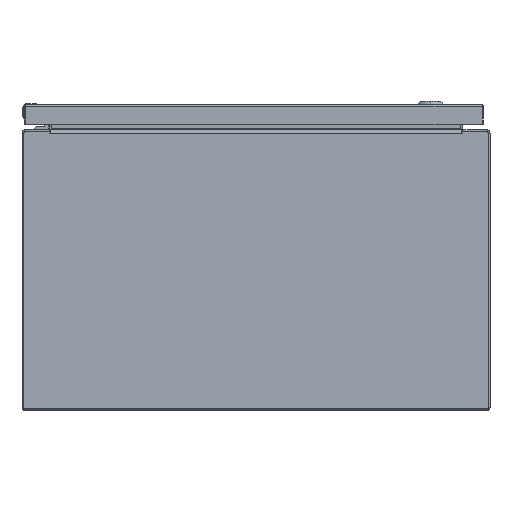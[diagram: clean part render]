
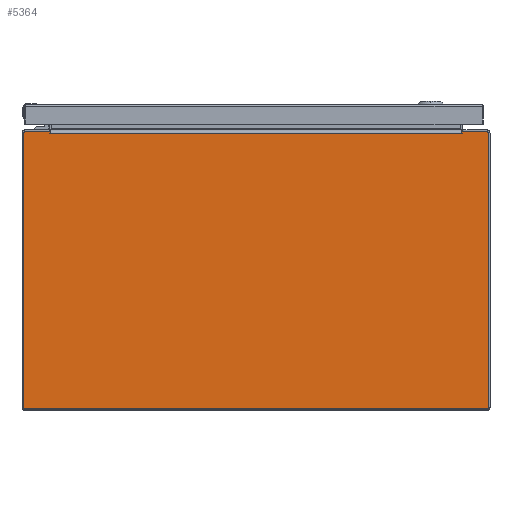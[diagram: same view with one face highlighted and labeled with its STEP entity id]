
A CAD part, front view. The second image highlights one B-rep face of the part: STEP entity #5364.
In plain terms, the highlighted planar face has unit normal (0, -1, 0).
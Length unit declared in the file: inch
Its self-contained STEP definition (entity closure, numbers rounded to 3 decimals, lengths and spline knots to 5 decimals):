
#120 = DIRECTION ( 'NONE',  ( 0., -1., 0. ) ) ;
#883 = AXIS2_PLACEMENT_3D ( 'NONE', #11966, #15161, #5519 ) ;
#1077 = LINE ( 'NONE', #39348, #23416 ) ;
#2382 = CARTESIAN_POINT ( 'NONE',  ( -9.937, -16., 5.857 ) ) ;
#2482 = ORIENTED_EDGE ( 'NONE', *, *, #14593, .T. ) ;
#2496 = DIRECTION ( 'NONE',  ( -1., 0., 0. ) ) ;
#2558 = VECTOR ( 'NONE', #26540, 39.37008 ) ;
#2941 = DIRECTION ( 'NONE',  ( 0., -1., 0. ) ) ;
#3123 = DIRECTION ( 'NONE',  ( 0.174, 0., -0.985 ) ) ;
#3244 = EDGE_CURVE ( 'NONE', #40212, #35557, #36479, .T. ) ;
#4238 = ORIENTED_EDGE ( 'NONE', *, *, #6066, .T. ) ;
#4342 = CIRCLE ( 'NONE', #10216, 0.08 ) ;
#4951 = LINE ( 'NONE', #19184, #8131 ) ;
#5364 = ADVANCED_FACE ( 'NONE', ( #34258 ), #19063, .T. ) ;
#5519 = DIRECTION ( 'NONE',  ( -1., 0., 0. ) ) ;
#6066 = EDGE_CURVE ( 'NONE', #6964, #14790, #4951, .T. ) ;
#6506 = DIRECTION ( 'NONE',  ( 0., 0., -1. ) ) ;
#6964 = VERTEX_POINT ( 'NONE', #29615 ) ;
#7144 = VERTEX_POINT ( 'NONE', #35455 ) ;
#7346 = ORIENTED_EDGE ( 'NONE', *, *, #43846, .T. ) ;
#7608 = EDGE_CURVE ( 'NONE', #17300, #7144, #12489, .T. ) ;
#8131 = VECTOR ( 'NONE', #43671, 39.37008 ) ;
#8633 = VERTEX_POINT ( 'NONE', #24006 ) ;
#8938 = CARTESIAN_POINT ( 'NONE',  ( -8.798, -16., 5.855 ) ) ;
#10056 = CARTESIAN_POINT ( 'NONE',  ( -9.857, -16., -5.857 ) ) ;
#10216 = AXIS2_PLACEMENT_3D ( 'NONE', #41383, #120, #24452 ) ;
#10412 = CARTESIAN_POINT ( 'NONE',  ( -8.82806, -16., 5.937 ) ) ;
#10477 = CARTESIAN_POINT ( 'NONE',  ( 0., -16., 5.855 ) ) ;
#10897 = CARTESIAN_POINT ( 'NONE',  ( 9.937, -16., -5.857 ) ) ;
#11966 = CARTESIAN_POINT ( 'NONE',  ( 0., -16., 0. ) ) ;
#12219 = VECTOR ( 'NONE', #42484, 39.37008 ) ;
#12489 = CIRCLE ( 'NONE', #37327, 0.08 ) ;
#12998 = VECTOR ( 'NONE', #22569, 39.37008 ) ;
#13016 = ORIENTED_EDGE ( 'NONE', *, *, #19136, .T. ) ;
#13412 = CARTESIAN_POINT ( 'NONE',  ( 9.857, -16., -5.857 ) ) ;
#13623 = DIRECTION ( 'NONE',  ( 0., -1., 0. ) ) ;
#13675 = CARTESIAN_POINT ( 'NONE',  ( -9.937, -16., 5.857 ) ) ;
#13688 = ORIENTED_EDGE ( 'NONE', *, *, #7608, .T. ) ;
#13914 = LINE ( 'NONE', #10477, #37215 ) ;
#14014 = ORIENTED_EDGE ( 'NONE', *, *, #35662, .F. ) ;
#14593 = EDGE_CURVE ( 'NONE', #7144, #21647, #29215, .T. ) ;
#14678 = LINE ( 'NONE', #17893, #24449 ) ;
#14693 = AXIS2_PLACEMENT_3D ( 'NONE', #10056, #2941, #2496 ) ;
#14790 = VERTEX_POINT ( 'NONE', #19362 ) ;
#15161 = DIRECTION ( 'NONE',  ( 0., -1., 0. ) ) ;
#15751 = DIRECTION ( 'NONE',  ( 1., 0., 0. ) ) ;
#15761 = EDGE_CURVE ( 'NONE', #35557, #18144, #43625, .T. ) ;
#16486 = CARTESIAN_POINT ( 'NONE',  ( -9.937, -16., -5.857 ) ) ;
#17118 = VECTOR ( 'NONE', #40974, 39.37008 ) ;
#17300 = VERTEX_POINT ( 'NONE', #18850 ) ;
#17447 = CARTESIAN_POINT ( 'NONE',  ( -8.8136, -16., 5.855 ) ) ;
#17585 = DIRECTION ( 'NONE',  ( -1., 0., 0. ) ) ;
#17893 = CARTESIAN_POINT ( 'NONE',  ( -8.82806, -16., 5.937 ) ) ;
#17917 = VECTOR ( 'NONE', #17585, 39.37008 ) ;
#18144 = VERTEX_POINT ( 'NONE', #16486 ) ;
#18719 = ORIENTED_EDGE ( 'NONE', *, *, #3244, .T. ) ;
#18850 = CARTESIAN_POINT ( 'NONE',  ( 9.857, -16., -5.937 ) ) ;
#19063 = PLANE ( 'NONE',  #883 ) ;
#19136 = EDGE_CURVE ( 'NONE', #18144, #8633, #40298, .T. ) ;
#19184 = CARTESIAN_POINT ( 'NONE',  ( 8.8136, -16., 5.855 ) ) ;
#19362 = CARTESIAN_POINT ( 'NONE',  ( 8.8136, -16., 5.855 ) ) ;
#19551 = ORIENTED_EDGE ( 'NONE', *, *, #28533, .T. ) ;
#20103 = CARTESIAN_POINT ( 'NONE',  ( -8.82806, -16., 5.937 ) ) ;
#20741 = VECTOR ( 'NONE', #3123, 39.37008 ) ;
#21160 = ORIENTED_EDGE ( 'NONE', *, *, #28354, .T. ) ;
#21647 = VERTEX_POINT ( 'NONE', #21816 ) ;
#21816 = CARTESIAN_POINT ( 'NONE',  ( 9.937, -16., 5.857 ) ) ;
#22569 = DIRECTION ( 'NONE',  ( 0., 0., -1. ) ) ;
#23066 = CARTESIAN_POINT ( 'NONE',  ( -9.857, -16., 5.857 ) ) ;
#23234 = EDGE_CURVE ( 'NONE', #33786, #40212, #14678, .T. ) ;
#23416 = VECTOR ( 'NONE', #15751, 39.37008 ) ;
#23463 = EDGE_CURVE ( 'NONE', #43691, #31020, #37322, .T. ) ;
#23539 = LINE ( 'NONE', #37518, #2558 ) ;
#24006 = CARTESIAN_POINT ( 'NONE',  ( -9.857, -16., -5.937 ) ) ;
#24104 = CARTESIAN_POINT ( 'NONE',  ( -9.857, -16., 5.937 ) ) ;
#24245 = CARTESIAN_POINT ( 'NONE',  ( 9.857, -16., 5.937 ) ) ;
#24449 = VECTOR ( 'NONE', #31859, 39.37008 ) ;
#24452 = DIRECTION ( 'NONE',  ( 1., 0., 0. ) ) ;
#24465 = DIRECTION ( 'NONE',  ( -1., 0., 0. ) ) ;
#25240 = ORIENTED_EDGE ( 'NONE', *, *, #42385, .T. ) ;
#25695 = CARTESIAN_POINT ( 'NONE',  ( 9.857, -16., 5.937 ) ) ;
#25765 = VERTEX_POINT ( 'NONE', #25695 ) ;
#26540 = DIRECTION ( 'NONE',  ( 1., 0., 0. ) ) ;
#26806 = ORIENTED_EDGE ( 'NONE', *, *, #23234, .T. ) ;
#28354 = EDGE_CURVE ( 'NONE', #8633, #17300, #23539, .T. ) ;
#28533 = EDGE_CURVE ( 'NONE', #25765, #6964, #40957, .T. ) ;
#28626 = ORIENTED_EDGE ( 'NONE', *, *, #23463, .F. ) ;
#28646 = ORIENTED_EDGE ( 'NONE', *, *, #15761, .T. ) ;
#29215 = LINE ( 'NONE', #10897, #12219 ) ;
#29358 = EDGE_LOOP ( 'NONE', ( #28646, #13016, #21160, #13688, #2482, #7346, #19551, #4238, #40344, #28626, #25240, #14014, #26806, #18719 ) ) ;
#29615 = CARTESIAN_POINT ( 'NONE',  ( 8.82806, -16., 5.937 ) ) ;
#29939 = DIRECTION ( 'NONE',  ( 0., -1., 0. ) ) ;
#31020 = VERTEX_POINT ( 'NONE', #41479 ) ;
#31656 = EDGE_CURVE ( 'NONE', #31020, #14790, #1077, .T. ) ;
#31859 = DIRECTION ( 'NONE',  ( -1., 0., 0. ) ) ;
#32089 = AXIS2_PLACEMENT_3D ( 'NONE', #23066, #29939, #40231 ) ;
#33786 = VERTEX_POINT ( 'NONE', #10412 ) ;
#34258 = FACE_OUTER_BOUND ( 'NONE', #29358, .T. ) ;
#34966 = LINE ( 'NONE', #20103, #20741 ) ;
#35455 = CARTESIAN_POINT ( 'NONE',  ( 9.937, -16., -5.857 ) ) ;
#35557 = VERTEX_POINT ( 'NONE', #13675 ) ;
#35662 = EDGE_CURVE ( 'NONE', #33786, #40196, #34966, .T. ) ;
#36479 = CIRCLE ( 'NONE', #32089, 0.08 ) ;
#37215 = VECTOR ( 'NONE', #24465, 39.37008 ) ;
#37322 = LINE ( 'NONE', #8938, #17118 ) ;
#37327 = AXIS2_PLACEMENT_3D ( 'NONE', #13412, #13623, #6506 ) ;
#37518 = CARTESIAN_POINT ( 'NONE',  ( -9.857, -16., -5.937 ) ) ;
#39348 = CARTESIAN_POINT ( 'NONE',  ( 0., -16., 5.855 ) ) ;
#40196 = VERTEX_POINT ( 'NONE', #17447 ) ;
#40212 = VERTEX_POINT ( 'NONE', #24104 ) ;
#40231 = DIRECTION ( 'NONE',  ( 0., 0., 1. ) ) ;
#40298 = CIRCLE ( 'NONE', #14693, 0.08 ) ;
#40344 = ORIENTED_EDGE ( 'NONE', *, *, #31656, .F. ) ;
#40491 = CARTESIAN_POINT ( 'NONE',  ( -8.798, -16., 5.855 ) ) ;
#40957 = LINE ( 'NONE', #24245, #17917 ) ;
#40974 = DIRECTION ( 'NONE',  ( 1., 0., 0. ) ) ;
#41383 = CARTESIAN_POINT ( 'NONE',  ( 9.857, -16., 5.857 ) ) ;
#41479 = CARTESIAN_POINT ( 'NONE',  ( 8.798, -16., 5.855 ) ) ;
#42385 = EDGE_CURVE ( 'NONE', #43691, #40196, #13914, .T. ) ;
#42484 = DIRECTION ( 'NONE',  ( 0., 0., 1. ) ) ;
#43625 = LINE ( 'NONE', #2382, #12998 ) ;
#43671 = DIRECTION ( 'NONE',  ( -0.174, 0., -0.985 ) ) ;
#43691 = VERTEX_POINT ( 'NONE', #40491 ) ;
#43846 = EDGE_CURVE ( 'NONE', #21647, #25765, #4342, .T. ) ;
